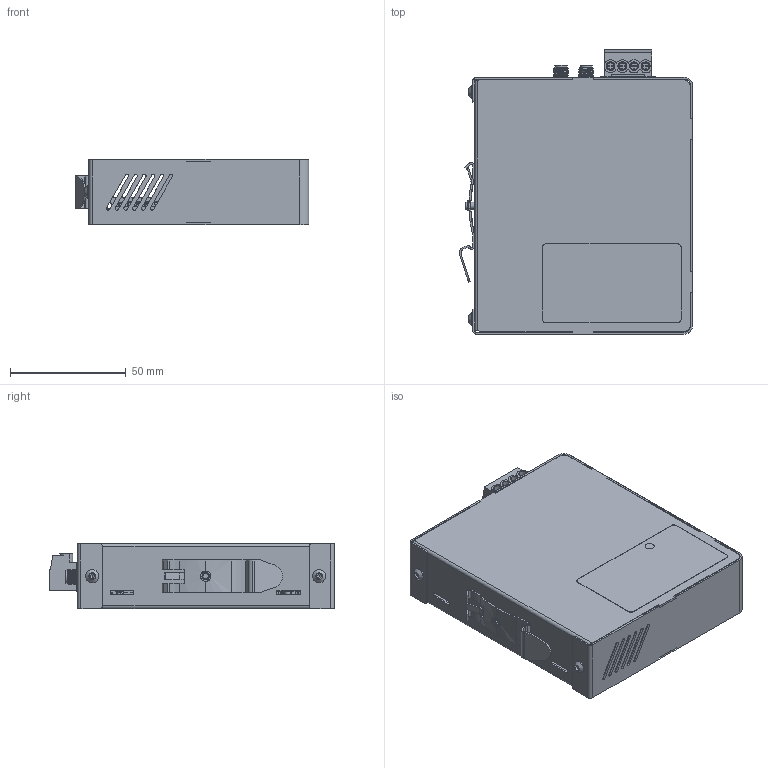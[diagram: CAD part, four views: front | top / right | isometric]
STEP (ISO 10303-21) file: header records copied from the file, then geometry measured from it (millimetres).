
FILE_DESCRIPTION (( 'STEP AP214' ), '1' );
FILE_NAME ('SE-SL3011-4G.STEP', '2017-10-11T17:34:56', ( '' ), ( '' ), 'SwSTEP 2.0', 'SolidWorks 2017', '' );
FILE_SCHEMA (( 'AUTOMOTIVE_DESIGN' ));
Length unit declared in the file: inch
Products named in the file (33): 14379_1; X4_1; IXrouter_2.2_ver1(VariantWith3G)_USER; 956522480_1; SE-SL3011-4G; socket button head cap screw_am_B18.3.4M - 3 x 0.5 x 5 SBHCS --N; Label_34x60; Extruded_1_3; X6_1; base_C5_Assy; X13_1; Foil_Import_ADC; 723334544_1; 1026109424_1; FM 4_TS35 0687900000; sl-smt_5.08hc_04_90g_3.2sn_bk_bx_1780200000_1; Cylinder_1_2; X11_1; SIM card; Extruded_1_10; Extruded_1_9; 739130288_1; X8; Base_C5; 1010026982-rev_C_3; 1124502432_1; 650185488_1; Extruded_1_5; BLZP 5.08HC_04_180 SN BK BX 1943830000; Cover_C5; Cylinder_1; blind standoff_pmm_PEM BSOS-3.5M3-6 ---N; User_Library-142-0701-301
Assembly tree (82 placements, depth 5):
  SE-SL3011-4G
    base_C5_Assy
      Base_C5
      blind standoff_pmm_PEM BSOS-3.5M3-6 ---N
    Cover_C5
    BLZP 5.08HC_04_180 SN BK BX 1943830000
    SIM card
    socket button head cap screw_am_B18.3.4M - 3 x 0.5 x 5 SBHCS --N  x4
    IXrouter_2.2_ver1(VariantWith3G)_USER
      X13_1
        650185488_1  x7
          Cylinder_1
        723334544_1  x2
          Cylinder_1_2
        956522480_1
          Extruded_1_3
        1124502432_1  x2
          Extruded_1_5
      X6_1
        sl-smt_5.08hc_04_90g_3.2sn_bk_bx_1780200000_1
      X8
        1010026982-rev_C_3
      X11_1
        14379_1
      X4_1
        650185488_1  x32
          Cylinder_1
        723334544_1  x2
          Cylinder_1_2
        739130288_1
          Extruded_1_9
        1124502432_1  x2
          Extruded_1_5
        1026109424_1  x3
          Extruded_1_10
      User_Library-142-0701-301  x2
    FM 4_TS35 0687900000
    Foil_Import_ADC
    Label_34x60
Bounding box: 100.91 x 122.86 x 28.17 mm (x, y, z)
Volume: 46722.3 mm3; surface area: 92816.7 mm2
Topology: 64 solids, 75 shells, 2976 faces, 7932 edges, 5212 vertices
Faces by surface type: plane 2066, cylinder 772, cone 68, bspline 48, torus 22
Entity records: 109981 total; most frequent: CARTESIAN_POINT 17859, ORIENTED_EDGE 14440, DIRECTION 13404, EDGE_CURVE 7220, VECTOR 5612, LINE 5612, VERTEX_POINT 4757, AXIS2_PLACEMENT_3D 3896
